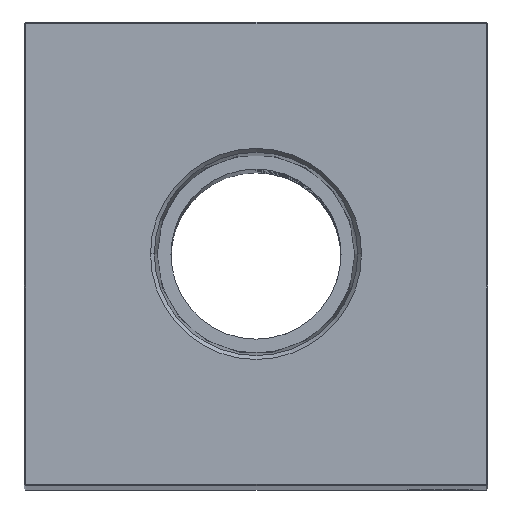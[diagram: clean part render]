
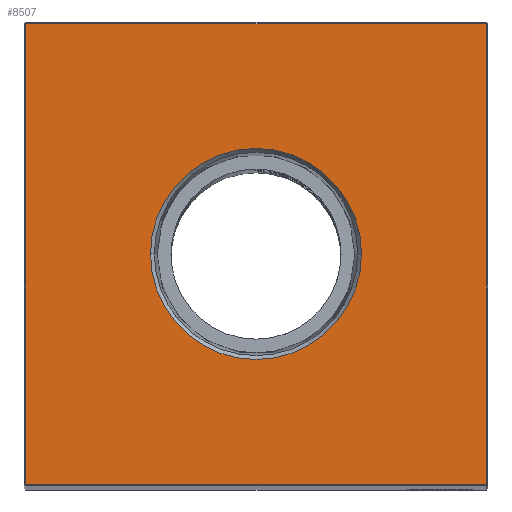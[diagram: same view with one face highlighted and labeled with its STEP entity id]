
A CAD part, top view. The second image highlights one B-rep face of the part: STEP entity #8507.
In plain terms, the highlighted planar face has unit normal (0, 0, 1).
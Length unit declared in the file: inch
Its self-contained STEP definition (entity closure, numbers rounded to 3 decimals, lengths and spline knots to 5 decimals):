
#434 = VERTEX_POINT ( 'NONE', #11853 ) ;
#1145 = VECTOR ( 'NONE', #7426, 39.37008 ) ;
#1728 = CARTESIAN_POINT ( 'NONE',  ( -1.49, -1.49, 15.25 ) ) ;
#4342 = EDGE_CURVE ( 'NONE', #15400, #7136, #13382, .T. ) ;
#4929 = FACE_BOUND ( 'NONE', #10908, .T. ) ;
#5241 = DIRECTION ( 'NONE',  ( -1., 0., 0. ) ) ;
#6428 = DIRECTION ( 'NONE',  ( 0., 0., 1. ) ) ;
#6449 = LINE ( 'NONE', #16911, #7306 ) ;
#7132 = DIRECTION ( 'NONE',  ( 0., 1., 0. ) ) ;
#7136 = VERTEX_POINT ( 'NONE', #18066 ) ;
#7306 = VECTOR ( 'NONE', #27427, 39.37008 ) ;
#7426 = DIRECTION ( 'NONE',  ( 0., -1., 0. ) ) ;
#7463 = ORIENTED_EDGE ( 'NONE', *, *, #15589, .F. ) ;
#7876 = DIRECTION ( 'NONE',  ( 1., 0., 0. ) ) ;
#8482 = VERTEX_POINT ( 'NONE', #33146 ) ;
#8507 = ADVANCED_FACE ( 'NONE', ( #28428, #4929 ), #15346, .F. ) ;
#9158 = LINE ( 'NONE', #19679, #30842 ) ;
#9507 = CIRCLE ( 'NONE', #28750, 0.68248 ) ;
#10908 = EDGE_LOOP ( 'NONE', ( #7463, #17606 ) ) ;
#11853 = CARTESIAN_POINT ( 'NONE',  ( 1.49, 1.49, 15.25 ) ) ;
#13382 = CIRCLE ( 'NONE', #32497, 0.68248 ) ;
#14350 = EDGE_CURVE ( 'NONE', #28598, #17239, #20493, .T. ) ;
#14869 = EDGE_CURVE ( 'NONE', #17239, #8482, #6449, .T. ) ;
#14930 = EDGE_CURVE ( 'NONE', #434, #28598, #9158, .T. ) ;
#15020 = EDGE_CURVE ( 'NONE', #8482, #434, #20203, .T. ) ;
#15346 = PLANE ( 'NONE',  #18868 ) ;
#15400 = VERTEX_POINT ( 'NONE', #26359 ) ;
#15589 = EDGE_CURVE ( 'NONE', #7136, #15400, #9507, .T. ) ;
#16613 = ORIENTED_EDGE ( 'NONE', *, *, #14930, .T. ) ;
#16889 = DIRECTION ( 'NONE',  ( 1., 0., 0. ) ) ;
#16911 = CARTESIAN_POINT ( 'NONE',  ( 0., -1.49, 15.25 ) ) ;
#17239 = VERTEX_POINT ( 'NONE', #1728 ) ;
#17606 = ORIENTED_EDGE ( 'NONE', *, *, #4342, .F. ) ;
#18066 = CARTESIAN_POINT ( 'NONE',  ( 0.68248, 0., 15.25 ) ) ;
#18271 = CARTESIAN_POINT ( 'NONE',  ( -1.49, 1.49, 15.25 ) ) ;
#18274 = CARTESIAN_POINT ( 'NONE',  ( 0., 0., 15.25 ) ) ;
#18868 = AXIS2_PLACEMENT_3D ( 'NONE', #18274, #28752, #5241 ) ;
#19679 = CARTESIAN_POINT ( 'NONE',  ( 0., 1.49, 15.25 ) ) ;
#20203 = LINE ( 'NONE', #30628, #23278 ) ;
#20488 = ORIENTED_EDGE ( 'NONE', *, *, #15020, .T. ) ;
#20493 = LINE ( 'NONE', #30906, #1145 ) ;
#20961 = CARTESIAN_POINT ( 'NONE',  ( 0., 0., 15.25 ) ) ;
#21535 = EDGE_LOOP ( 'NONE', ( #31449, #26506, #20488, #16613 ) ) ;
#23278 = VECTOR ( 'NONE', #7132, 39.37008 ) ;
#26359 = CARTESIAN_POINT ( 'NONE',  ( -0.68248, 0., 15.25 ) ) ;
#26506 = ORIENTED_EDGE ( 'NONE', *, *, #14869, .T. ) ;
#27427 = DIRECTION ( 'NONE',  ( 1., 0., 0. ) ) ;
#28428 = FACE_OUTER_BOUND ( 'NONE', #21535, .T. ) ;
#28598 = VERTEX_POINT ( 'NONE', #18271 ) ;
#28750 = AXIS2_PLACEMENT_3D ( 'NONE', #20961, #31356, #7876 ) ;
#28752 = DIRECTION ( 'NONE',  ( 0., 0., -1. ) ) ;
#29914 = CARTESIAN_POINT ( 'NONE',  ( 0., 0., 15.25 ) ) ;
#30089 = DIRECTION ( 'NONE',  ( -1., 0., 0. ) ) ;
#30628 = CARTESIAN_POINT ( 'NONE',  ( 1.49, 0., 15.25 ) ) ;
#30842 = VECTOR ( 'NONE', #30089, 39.37008 ) ;
#30906 = CARTESIAN_POINT ( 'NONE',  ( -1.49, 0., 15.25 ) ) ;
#31356 = DIRECTION ( 'NONE',  ( 0., 0., 1. ) ) ;
#31449 = ORIENTED_EDGE ( 'NONE', *, *, #14350, .T. ) ;
#32497 = AXIS2_PLACEMENT_3D ( 'NONE', #29914, #6428, #16889 ) ;
#33146 = CARTESIAN_POINT ( 'NONE',  ( 1.49, -1.49, 15.25 ) ) ;
